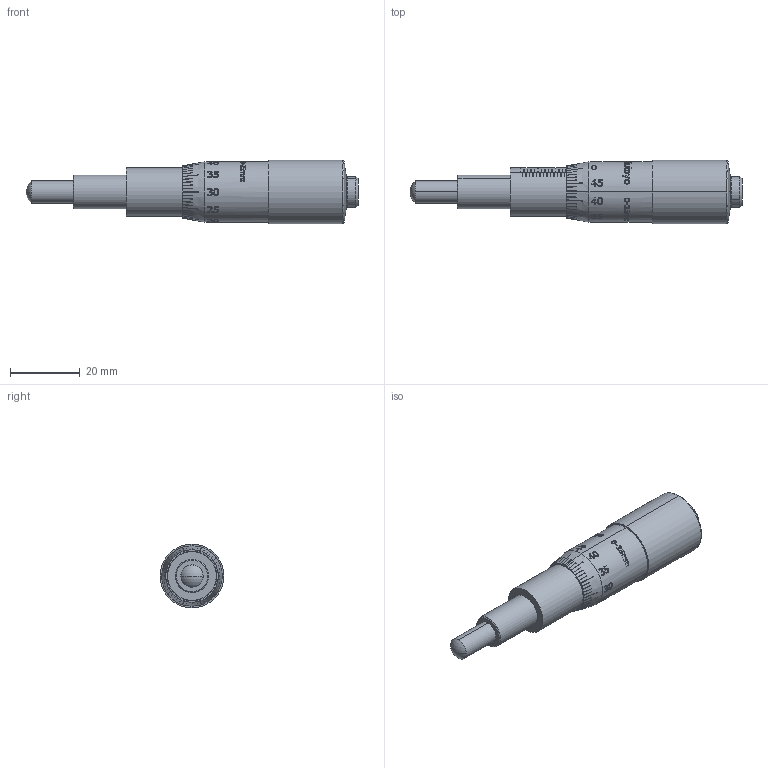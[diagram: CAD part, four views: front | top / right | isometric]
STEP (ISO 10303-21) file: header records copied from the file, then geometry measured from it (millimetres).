
FILE_DESCRIPTION (( 'STEP AP214' ), '1' );
FILE_NAME ('TTN045983-E0W.STEP', '2018-05-22T18:14:15', ( '' ), ( '' ), 'SwSTEP 2.0', 'SolidWorks 2016', '' );
FILE_SCHEMA (( 'AUTOMOTIVE_DESIGN' ));
Length unit declared in the file: millimetre
Products named in the file (1): TTN045983-E0W
Bounding box: 95.1 x 18.3 x 18.3 mm (x, y, z)
Volume: 12959.9 mm3; surface area: 10225.4 mm2
Topology: 3 solids, 3 shells, 1359 faces, 3510 edges, 2333 vertices
Faces by surface type: plane 630, bspline 419, cylinder 242, cone 66, sphere 2
Entity records: 97678 total; most frequent: CARTESIAN_POINT 52940, ORIENTED_EDGE 7020, DIRECTION 4635, EDGE_CURVE 3510, VERTEX_POINT 2333, AXIS2_PLACEMENT_3D 1710, EDGE_LOOP 1537, B_SPLINE_CURVE_WITH_KNOTS 1526
